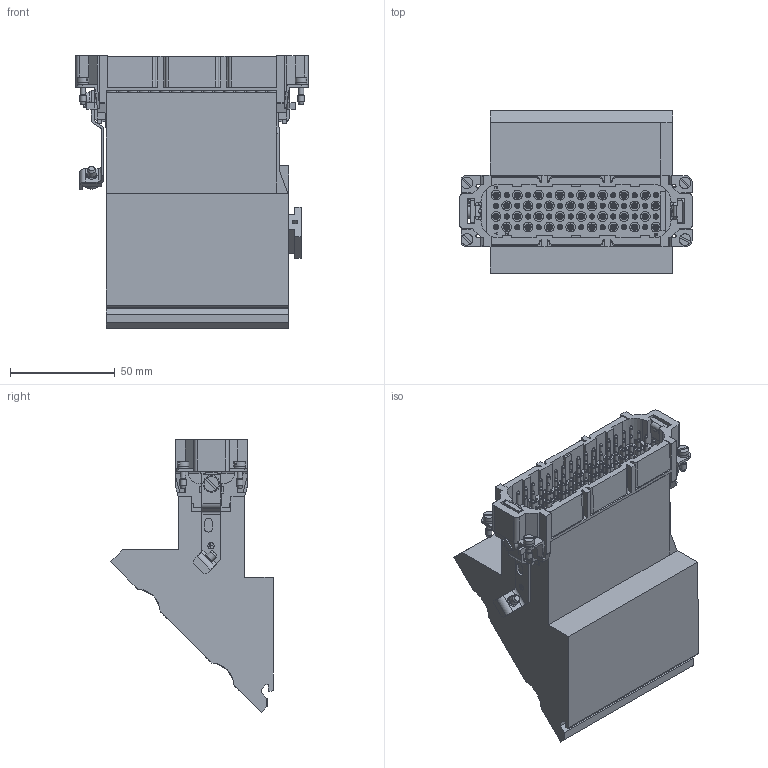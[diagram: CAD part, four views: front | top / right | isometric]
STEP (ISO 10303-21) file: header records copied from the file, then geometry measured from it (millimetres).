
FILE_DESCRIPTION(/* description */ (''),/* implementation_level */ '2;1');
FILE_NAME(/* name */ '100209542ugm000_c.stp',/* time_stamp */ '2019-09-16T10:36:31+02:00',/* author */ (''),/* organization */ (''),/* preprocessor_version */ 'ST-DEVELOPER v16.7',/* originating_system */ 'SIEMENS PLM Software NX 12.0',/* authorisation */ '');
FILE_SCHEMA (('AUTOMOTIVE_DESIGN { 1 0 10303 214 3 1 1 1 }'));
Products named in the file (1): 100209542ugm000_c
Bounding box: 111 x 77.53 x 130.09 mm (x, y, z)
Volume: 381857.8 mm3; surface area: 72430.6 mm2
Topology: 1 solids, 17 shells, 3477 faces, 9465 edges, 6566 vertices
Faces by surface type: plane 2228, cylinder 493, extrusion 359, cone 265, bspline 129, sphere 3
Full cylindrical faces by diameter (mm): 1.32 x1, 1.56 x1, 1.585 x64, 1.8 x64, 2.3 x1, 2.45 x65, 2.5 x4, 2.925 x2, 3 x38, 3.6 x64, 4 x1, 4.35 x1, 4.6 x32, 5.3 x4, 5.5 x4, 7 x2, 8.118 x1
Entity records: 124621 total; most frequent: CARTESIAN_POINT 32642, ORIENTED_EDGE 16592, DIRECTION 15004, EDGE_CURVE 8296, VECTOR 5938, VERTEX_POINT 5803, LINE 5579, AXIS2_PLACEMENT_3D 4533
